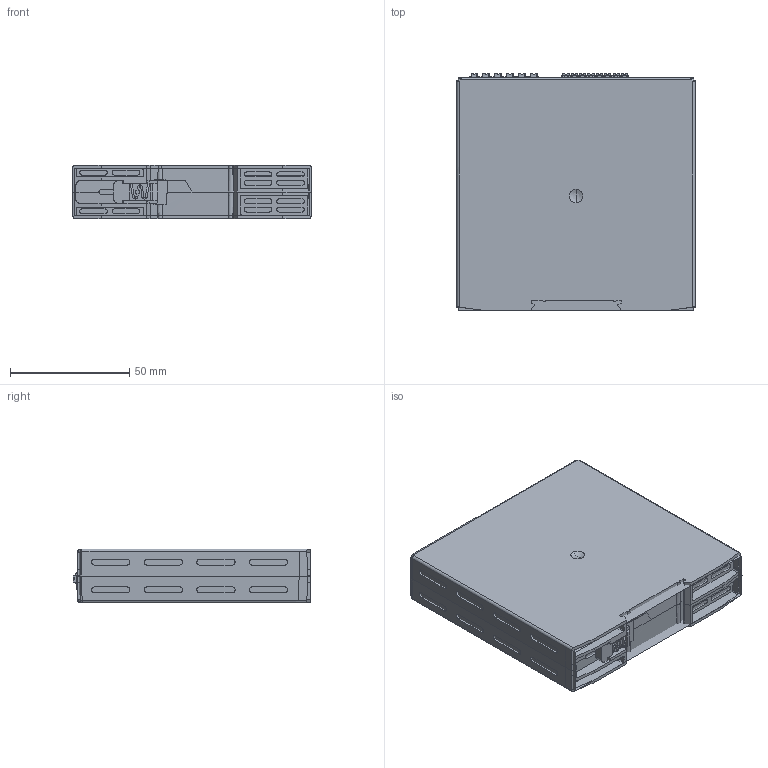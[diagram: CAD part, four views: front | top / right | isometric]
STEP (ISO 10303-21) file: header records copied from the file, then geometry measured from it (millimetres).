
FILE_DESCRIPTION((''),'2;1');
FILE_NAME('209270_ASM','2019-02-01T10:03:52',('pdmadmin'),('BANNER ENGINEERING'),'CREO PARAMETRIC BY PTC INC, 2018300','CREO PARAMETRIC BY PTC INC, 2018300','');
FILE_SCHEMA(('CONFIG_CONTROL_DESIGN'));
Products named in the file (16): 205953; 206249; KINGBRIGHT_WP934AD; RLY4C; METZ_SR21308HBNC; P50; METZ_SR21506HBNC; OSRAM-LPA67K; SOD123W_5; BRIDG1; 1210; 1206; 206249_ASM; HOUSING_RIGHT_SR-IM-11A; 30393; 209270_ASM
Assembly tree (41 placements, depth 3):
  209270_ASM
    205953
    206249_ASM
      206249
      KINGBRIGHT_WP934AD  x2
      RLY4C  x2
      METZ_SR21308HBNC
      P50  x18
      METZ_SR21506HBNC
      OSRAM-LPA67K  x2
      SOD123W_5  x2
      BRIDG1  x2
      1210  x2
      1206  x4
    HOUSING_RIGHT_SR-IM-11A
    30393
Bounding box: 100 x 99.54 x 22.5 mm (x, y, z)
Volume: 87059.6 mm3; surface area: 122674.1 mm2
Topology: 56 solids, 66 shells, 3739 faces, 9881 edges, 6341 vertices
Faces by surface type: plane 2185, cylinder 763, bspline 427, cone 156, torus 108, sphere 88, extrusion 12
Entity records: 127773 total; most frequent: CARTESIAN_POINT 46545, ORIENTED_EDGE 17750, DIRECTION 15453, EDGE_CURVE 8907, VERTEX_POINT 5713, VECTOR 5563, LINE 5551, AXIS2_PLACEMENT_3D 4945
